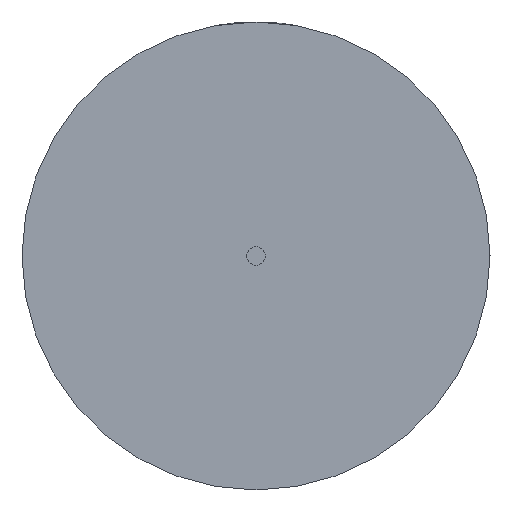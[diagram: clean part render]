
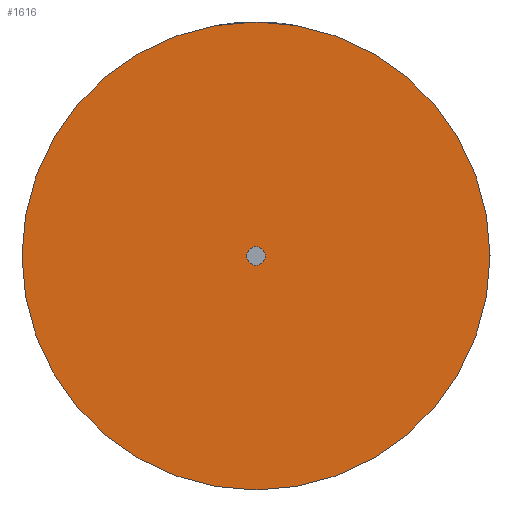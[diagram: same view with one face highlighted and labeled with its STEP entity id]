
A CAD part, left-side view. The second image highlights one B-rep face of the part: STEP entity #1616.
In plain terms, the highlighted planar face has unit normal (-1, 0, 0).
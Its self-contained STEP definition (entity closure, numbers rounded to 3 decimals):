
#100 = DIRECTION ( 'NONE',  ( -1., 0., 0. ) ) ;
#427 = AXIS2_PLACEMENT_3D ( 'NONE', #2140, #3143, #1663 ) ;
#517 = CARTESIAN_POINT ( 'NONE',  ( -0.005, 0., -15.25 ) ) ;
#546 = CIRCLE ( 'NONE', #427, 0.6 ) ;
#638 = CIRCLE ( 'NONE', #970, 15.25 ) ;
#668 = VERTEX_POINT ( 'NONE', #2928 ) ;
#778 = CARTESIAN_POINT ( 'NONE',  ( -0.005, 0., 0. ) ) ;
#882 = PLANE ( 'NONE',  #3199 ) ;
#938 = AXIS2_PLACEMENT_3D ( 'NONE', #778, #2058, #2361 ) ;
#940 = DIRECTION ( 'NONE',  ( 0., 0., 1. ) ) ;
#942 = VERTEX_POINT ( 'NONE', #3030 ) ;
#970 = AXIS2_PLACEMENT_3D ( 'NONE', #1488, #3230, #940 ) ;
#998 = EDGE_CURVE ( 'NONE', #668, #942, #2068, .T. ) ;
#1163 = CARTESIAN_POINT ( 'NONE',  ( -0.005, 0., 0. ) ) ;
#1385 = FACE_OUTER_BOUND ( 'NONE', #2785, .T. ) ;
#1388 = DIRECTION ( 'NONE',  ( 0., 0., 1. ) ) ;
#1488 = CARTESIAN_POINT ( 'NONE',  ( -0.005, 0., 0. ) ) ;
#1616 = ADVANCED_FACE ( 'NONE', ( #1385, #2874 ), #882, .T. ) ;
#1663 = DIRECTION ( 'NONE',  ( 0., 0., 1. ) ) ;
#1793 = CIRCLE ( 'NONE', #2507, 15.25 ) ;
#2017 = ORIENTED_EDGE ( 'NONE', *, *, #2158, .T. ) ;
#2058 = DIRECTION ( 'NONE',  ( -1., 0., 0. ) ) ;
#2068 = CIRCLE ( 'NONE', #938, 0.6 ) ;
#2136 = ORIENTED_EDGE ( 'NONE', *, *, #2387, .T. ) ;
#2140 = CARTESIAN_POINT ( 'NONE',  ( -0.005, 0., 0. ) ) ;
#2158 = EDGE_CURVE ( 'NONE', #2934, #2198, #638, .T. ) ;
#2198 = VERTEX_POINT ( 'NONE', #2582 ) ;
#2361 = DIRECTION ( 'NONE',  ( 0., 0., 1. ) ) ;
#2387 = EDGE_CURVE ( 'NONE', #2198, #2934, #1793, .T. ) ;
#2507 = AXIS2_PLACEMENT_3D ( 'NONE', #1163, #2651, #2906 ) ;
#2578 = ORIENTED_EDGE ( 'NONE', *, *, #2652, .F. ) ;
#2582 = CARTESIAN_POINT ( 'NONE',  ( -0.005, 0., 15.25 ) ) ;
#2651 = DIRECTION ( 'NONE',  ( -1., 0., 0. ) ) ;
#2652 = EDGE_CURVE ( 'NONE', #942, #668, #546, .T. ) ;
#2656 = ORIENTED_EDGE ( 'NONE', *, *, #998, .F. ) ;
#2785 = EDGE_LOOP ( 'NONE', ( #2017, #2136 ) ) ;
#2869 = CARTESIAN_POINT ( 'NONE',  ( -0.005, 0., 0. ) ) ;
#2874 = FACE_BOUND ( 'NONE', #3018, .T. ) ;
#2906 = DIRECTION ( 'NONE',  ( 0., 0., 1. ) ) ;
#2928 = CARTESIAN_POINT ( 'NONE',  ( -0.005, 0., 0.6 ) ) ;
#2934 = VERTEX_POINT ( 'NONE', #517 ) ;
#3018 = EDGE_LOOP ( 'NONE', ( #2578, #2656 ) ) ;
#3030 = CARTESIAN_POINT ( 'NONE',  ( -0.005, 0., -0.6 ) ) ;
#3143 = DIRECTION ( 'NONE',  ( -1., 0., 0. ) ) ;
#3199 = AXIS2_PLACEMENT_3D ( 'NONE', #2869, #100, #1388 ) ;
#3230 = DIRECTION ( 'NONE',  ( -1., 0., 0. ) ) ;
